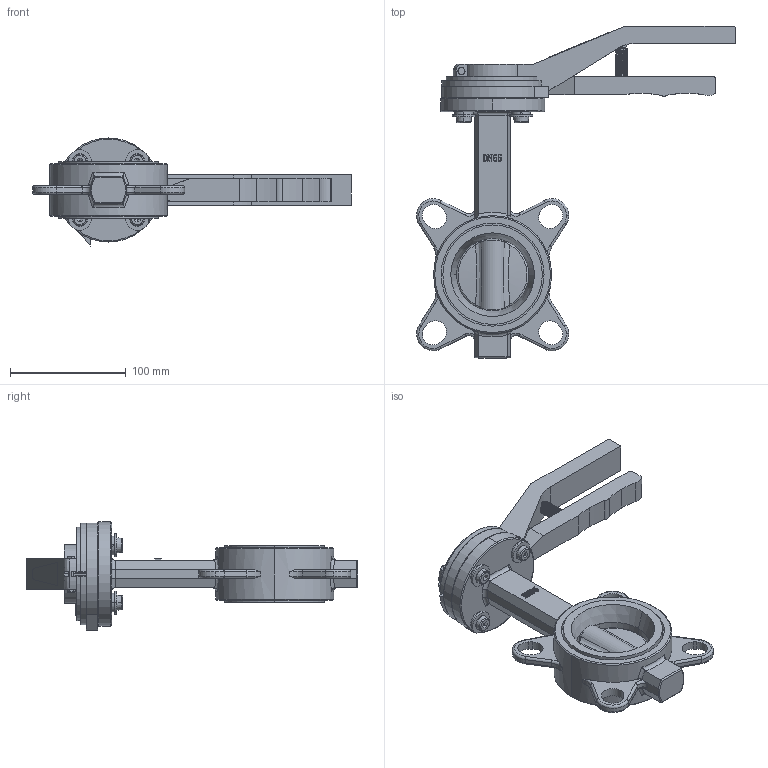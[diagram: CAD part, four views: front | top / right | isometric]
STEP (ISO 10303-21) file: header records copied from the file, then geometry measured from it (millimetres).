
FILE_DESCRIPTION (( 'STEP AP214' ), '1' );
FILE_NAME ('AK200-DN65-PN-10-16-ANSI-150-Handhebel-Fergo.STEP', '2022-12-09T09:48:03', ( '' ), ( '' ), 'SwSTEP 2.0', 'SolidWorks 2022', '' );
FILE_SCHEMA (( 'AUTOMOTIVE_DESIGN' ));
Length unit declared in the file: millimetre
Products named in the file (1): AK200-DN65-PN-10-16-ANSI-150-Handhebel-Fergo
Bounding box: 275.76 x 287 x 93.47 mm (x, y, z)
Volume: 657751.4 mm3; surface area: 223927.4 mm2
Topology: 32 solids, 32 shells, 1137 faces, 3041 edges, 2044 vertices
Faces by surface type: plane 510, cylinder 341, bspline 160, cone 66, torus 60
Entity records: 63806 total; most frequent: CARTESIAN_POINT 23924, ORIENTED_EDGE 6074, DIRECTION 5081, EDGE_CURVE 3037, VERTEX_POINT 2044, AXIS2_PLACEMENT_3D 1830, VECTOR 1421, LINE 1421
